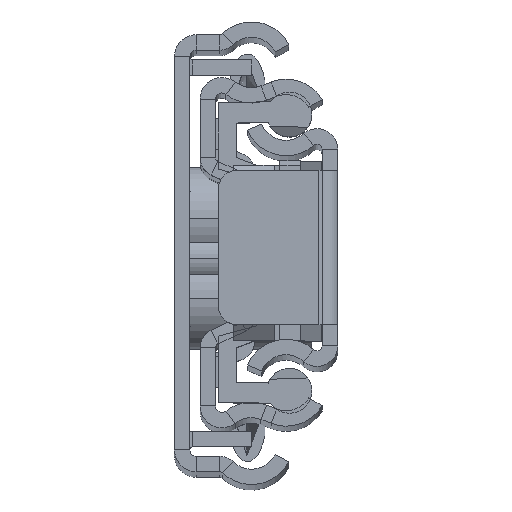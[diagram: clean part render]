
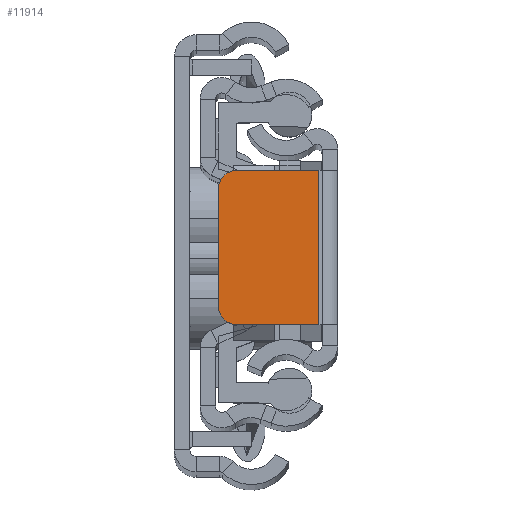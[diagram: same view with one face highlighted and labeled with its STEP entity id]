
A CAD part, top view. The second image highlights one B-rep face of the part: STEP entity #11914.
In plain terms, the highlighted planar face has unit normal (0, 0, 1).
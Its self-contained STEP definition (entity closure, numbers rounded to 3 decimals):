
#656 = LINE ( 'NONE', #3633, #19272 ) ;
#899 = VECTOR ( 'NONE', #10390, 1000. ) ;
#1842 = ORIENTED_EDGE ( 'NONE', *, *, #17883, .T. ) ;
#1923 = DIRECTION ( 'NONE',  ( -1., 0., 0. ) ) ;
#2272 = VERTEX_POINT ( 'NONE', #9401 ) ;
#2554 = DIRECTION ( 'NONE',  ( -1., 0., 0. ) ) ;
#2772 = DIRECTION ( 'NONE',  ( 0., -1., 0. ) ) ;
#3145 = VECTOR ( 'NONE', #14052, 1000. ) ;
#3633 = CARTESIAN_POINT ( 'NONE',  ( -1.45, -6., 0. ) ) ;
#4079 = LINE ( 'NONE', #10243, #18514 ) ;
#4334 = PLANE ( 'NONE',  #8521 ) ;
#4875 = LINE ( 'NONE', #7965, #3145 ) ;
#5545 = CARTESIAN_POINT ( 'NONE',  ( -9.3, 4.5, 0. ) ) ;
#5593 = ORIENTED_EDGE ( 'NONE', *, *, #13991, .T. ) ;
#6413 = DIRECTION ( 'NONE',  ( 0., -1., 0. ) ) ;
#6488 = VERTEX_POINT ( 'NONE', #8268 ) ;
#6562 = EDGE_CURVE ( 'NONE', #14039, #6488, #15784, .T. ) ;
#7965 = CARTESIAN_POINT ( 'NONE',  ( 0., 6., 0. ) ) ;
#8142 = EDGE_CURVE ( 'NONE', #2272, #15885, #4875, .T. ) ;
#8268 = CARTESIAN_POINT ( 'NONE',  ( -7.8, -6., 0. ) ) ;
#8521 = AXIS2_PLACEMENT_3D ( 'NONE', #10411, #8815, #2554 ) ;
#8794 = CARTESIAN_POINT ( 'NONE',  ( 0., -6., 0. ) ) ;
#8815 = DIRECTION ( 'NONE',  ( 0., 0., -1. ) ) ;
#9401 = CARTESIAN_POINT ( 'NONE',  ( -1.45, 6., 0. ) ) ;
#9747 = CARTESIAN_POINT ( 'NONE',  ( -1.45, -6., 0. ) ) ;
#9972 = VERTEX_POINT ( 'NONE', #5545 ) ;
#10243 = CARTESIAN_POINT ( 'NONE',  ( -9.3, 0., 0. ) ) ;
#10390 = DIRECTION ( 'NONE',  ( 1., 0., 0. ) ) ;
#10411 = CARTESIAN_POINT ( 'NONE',  ( 0., 0., 0. ) ) ;
#11430 = ORIENTED_EDGE ( 'NONE', *, *, #13453, .T. ) ;
#11521 = FACE_OUTER_BOUND ( 'NONE', #15927, .T. ) ;
#11895 = LINE ( 'NONE', #8794, #899 ) ;
#11914 = ADVANCED_FACE ( 'NONE', ( #11521 ), #4334, .F. ) ;
#12367 = DIRECTION ( 'NONE',  ( -1., 0., 0. ) ) ;
#12606 = VERTEX_POINT ( 'NONE', #9747 ) ;
#13453 = EDGE_CURVE ( 'NONE', #6488, #12606, #11895, .T. ) ;
#13779 = CARTESIAN_POINT ( 'NONE',  ( -7.8, 6., 0. ) ) ;
#13991 = EDGE_CURVE ( 'NONE', #15885, #9972, #14909, .T. ) ;
#14039 = VERTEX_POINT ( 'NONE', #16927 ) ;
#14052 = DIRECTION ( 'NONE',  ( -1., 0., 0. ) ) ;
#14583 = AXIS2_PLACEMENT_3D ( 'NONE', #16840, #16733, #12367 ) ;
#14909 = CIRCLE ( 'NONE', #14583, 1.5 ) ;
#15562 = CARTESIAN_POINT ( 'NONE',  ( -7.8, -4.5, 0. ) ) ;
#15623 = ORIENTED_EDGE ( 'NONE', *, *, #6562, .T. ) ;
#15784 = CIRCLE ( 'NONE', #17051, 1.5 ) ;
#15885 = VERTEX_POINT ( 'NONE', #13779 ) ;
#15927 = EDGE_LOOP ( 'NONE', ( #1842, #15623, #11430, #18258, #16398, #5593 ) ) ;
#16398 = ORIENTED_EDGE ( 'NONE', *, *, #8142, .T. ) ;
#16733 = DIRECTION ( 'NONE',  ( 0., 0., 1. ) ) ;
#16840 = CARTESIAN_POINT ( 'NONE',  ( -7.8, 4.5, 0. ) ) ;
#16927 = CARTESIAN_POINT ( 'NONE',  ( -9.3, -4.5, 0. ) ) ;
#17051 = AXIS2_PLACEMENT_3D ( 'NONE', #15562, #18899, #1923 ) ;
#17883 = EDGE_CURVE ( 'NONE', #9972, #14039, #4079, .T. ) ;
#18258 = ORIENTED_EDGE ( 'NONE', *, *, #18567, .F. ) ;
#18514 = VECTOR ( 'NONE', #2772, 1000. ) ;
#18567 = EDGE_CURVE ( 'NONE', #2272, #12606, #656, .T. ) ;
#18899 = DIRECTION ( 'NONE',  ( 0., 0., 1. ) ) ;
#19272 = VECTOR ( 'NONE', #6413, 1000. ) ;
